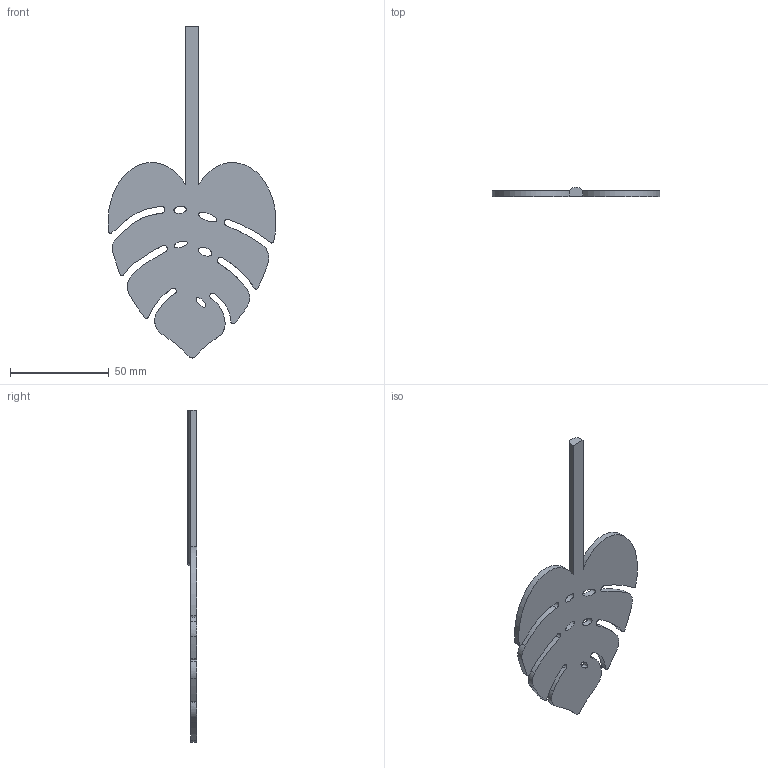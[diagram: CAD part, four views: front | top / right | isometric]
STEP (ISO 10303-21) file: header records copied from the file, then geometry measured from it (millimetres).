
FILE_DESCRIPTION(/* description */ (''),/* implementation_level */ '2;1');
FILE_NAME(/* name */ 'Leaf.stp',/* time_stamp */ '2024-04-11T05:19:19-07:00',/* author */ ('Micha'),/* organization */ (''),/* preprocessor_version */ 'ST-DEVELOPER v20',/* originating_system */ 'Autodesk Inventor 2024',/* authorisation */ '');
FILE_SCHEMA (('AUTOMOTIVE_DESIGN { 1 0 10303 214 3 1 1 }'));
Length unit declared in the file: millimetre
Products named in the file (1): Leaf
Bounding box: 84.96 x 4.61 x 167.9 mm (x, y, z)
Volume: 18143.5 mm3; surface area: 15184.8 mm2
Topology: 1 solids, 1 shells, 114 faces, 334 edges, 222 vertices
Faces by surface type: bspline 78, cylinder 18, plane 17, torus 1
Entity records: 6140 total; most frequent: CARTESIAN_POINT 3684, ORIENTED_EDGE 668, EDGE_CURVE 334, DIRECTION 235, B_SPLINE_CURVE_WITH_KNOTS 224, VERTEX_POINT 222, EDGE_LOOP 124, FACE_OUTER_BOUND 114
